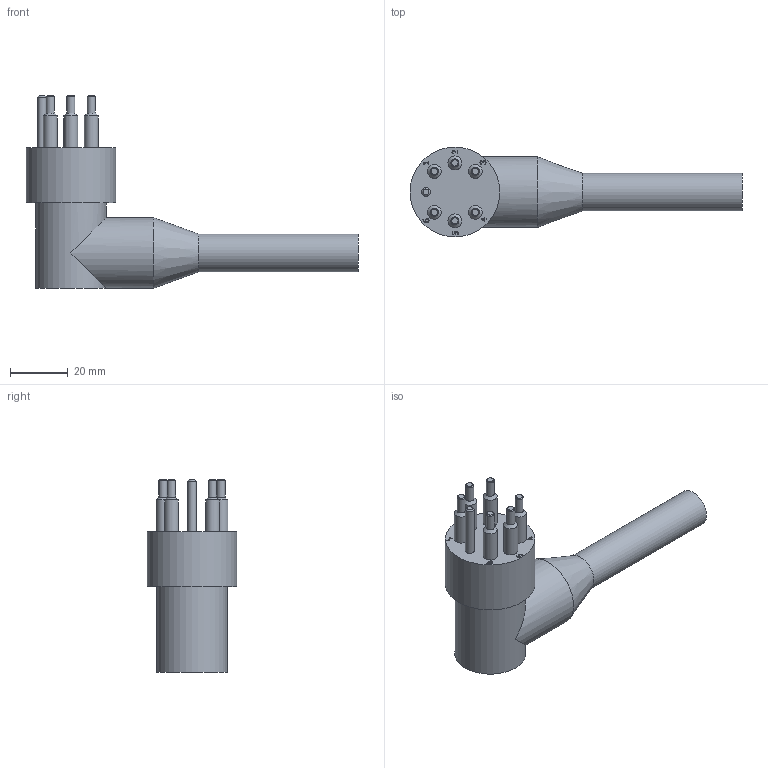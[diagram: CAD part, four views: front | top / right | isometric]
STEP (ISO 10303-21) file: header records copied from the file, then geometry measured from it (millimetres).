
FILE_DESCRIPTION(/* description */ (''),/* implementation_level */ '2;1');
FILE_NAME(/* name */ 'ILRA6M.stp',/* time_stamp */ '2014-12-01T15:43:33+01:00',/* author */ ('sh'),/* organization */ (''),/* preprocessor_version */ 'ST-DEVELOPER v15.2',/* originating_system */ 'Autodesk Inventor 2014',/* authorisation */ '');
FILE_SCHEMA (('AUTOMOTIVE_DESIGN { 1 0 10303 214 3 1 1 }'));
Length unit declared in the file: millimetre
Products named in the file (1): ILRA6M
Bounding box: 114.6 x 31 x 66.5 mm (x, y, z)
Volume: 49945.2 mm3; surface area: 11473.2 mm2
Topology: 1 solids, 1 shells, 160 faces, 407 edges, 265 vertices
Faces by surface type: plane 66, bspline 63, cylinder 17, cone 14
Full cylindrical faces by diameter (mm): 2.8 x6, 3 x1, 4.8 x6, 13 x1, 24.4 x2, 31 x1
Entity records: 5196 total; most frequent: CARTESIAN_POINT 1804, ORIENTED_EDGE 746, DIRECTION 486, EDGE_CURVE 373, VERTEX_POINT 262, EDGE_LOOP 207, LINE 204, VECTOR 204
